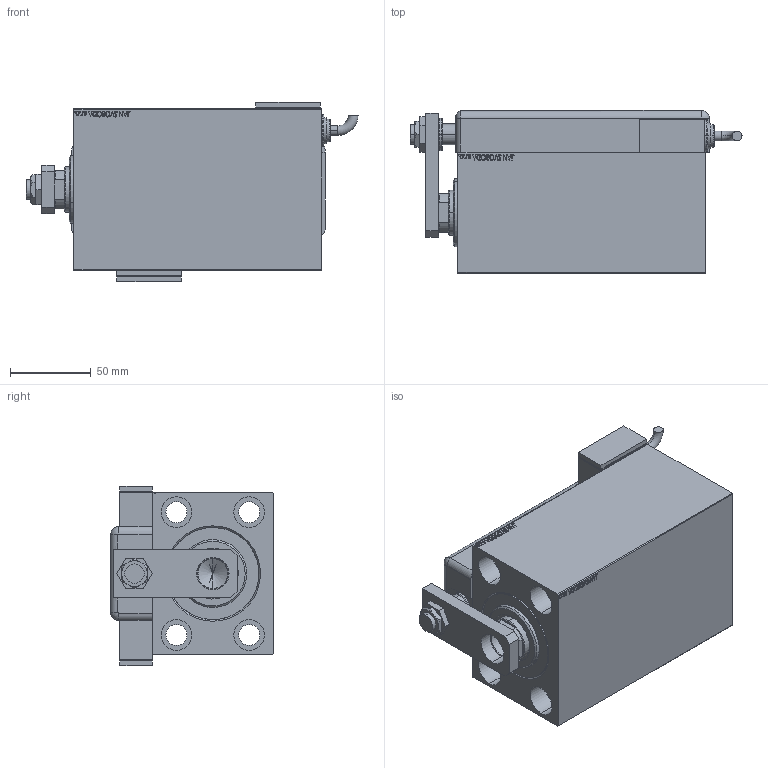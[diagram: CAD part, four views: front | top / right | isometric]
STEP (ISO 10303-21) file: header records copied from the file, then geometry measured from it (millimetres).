
FILE_DESCRIPTION (( 'STEP AP203' ), '1' );
FILE_NAME ('1d73.STEP', '2021-03-19T05:04:21', ( '' ), ( '' ), 'SwSTEP 2.0', 'SolidWorks 2019', '' );
FILE_SCHEMA (( 'CONFIG_CONTROL_DESIGN' ));
Length unit declared in the file: millimetre
Products named in the file (13): SWITCH Q 3dff8a2a6c0555e9a182d5c0bc2d8a11; V450CM_VC_B 3dff8a2a6c0555e9a182d5c0bc2d8a11; V450CM_C 3dff8a2a6c0555e9a182d5c0bc2d8a11; SWITCH DIM A_G 3dff8a2a6c0555e9a182d5c0bc2d8a11; MAGNETIC SWITCH Q 3dff8a2a6c0555e9a182d5c0bc2d8a11; NUT_D13 3dff8a2a6c0555e9a182d5c0bc2d8a11; SWITCH_Q_FRONT_BACK 3dff8a2a6c0555e9a182d5c0bc2d8a11; KRYT 3dff8a2a6c0555e9a182d5c0bc2d8a11; ZARAZKA_Q 3dff8a2a6c0555e9a182d5c0bc2d8a11; V450CM_C_VCP 3dff8a2a6c0555e9a182d5c0bc2d8a11; TYC 3dff8a2a6c0555e9a182d5c0bc2d8a11; 1d73; NUT_D19 3dff8a2a6c0555e9a182d5c0bc2d8a11
Assembly tree (13 placements, depth 3):
  1d73
    V450CM_C 3dff8a2a6c0555e9a182d5c0bc2d8a11
    V450CM_C_VCP 3dff8a2a6c0555e9a182d5c0bc2d8a11
    V450CM_VC_B 3dff8a2a6c0555e9a182d5c0bc2d8a11
    MAGNETIC SWITCH Q 3dff8a2a6c0555e9a182d5c0bc2d8a11
      SWITCH_Q_FRONT_BACK 3dff8a2a6c0555e9a182d5c0bc2d8a11
      TYC 3dff8a2a6c0555e9a182d5c0bc2d8a11
      ZARAZKA_Q 3dff8a2a6c0555e9a182d5c0bc2d8a11
      SWITCH DIM A_G 3dff8a2a6c0555e9a182d5c0bc2d8a11
      NUT_D19 3dff8a2a6c0555e9a182d5c0bc2d8a11
      NUT_D13 3dff8a2a6c0555e9a182d5c0bc2d8a11
      KRYT 3dff8a2a6c0555e9a182d5c0bc2d8a11
      SWITCH Q 3dff8a2a6c0555e9a182d5c0bc2d8a11  x2
Bounding box: 205.46 x 100.8 x 111 mm (x, y, z)
Volume: 1103280.6 mm3; surface area: 222114.7 mm2
Topology: 13 solids, 13 shells, 1245 faces, 3154 edges, 2083 vertices
Faces by surface type: plane 615, bspline 471, cylinder 113, cone 22, torus 22, sphere 2
Entity records: 59597 total; most frequent: CARTESIAN_POINT 32068, ORIENTED_EDGE 6112, DIRECTION 3864, EDGE_CURVE 3056, VERTEX_POINT 2023, VECTOR 1822, LINE 1822, EDGE_LOOP 1377
